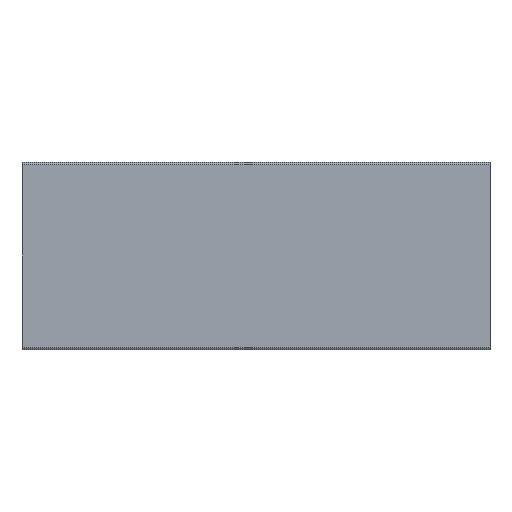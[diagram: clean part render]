
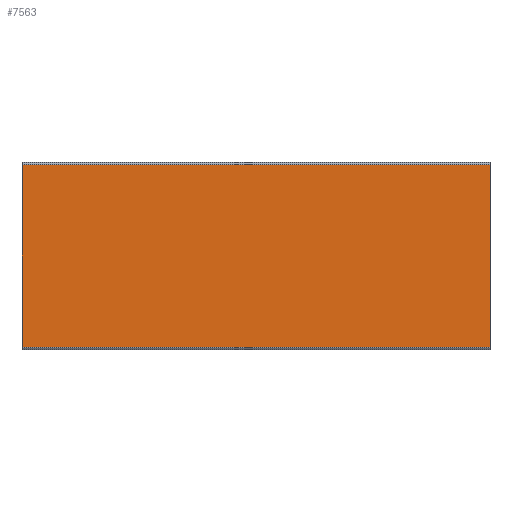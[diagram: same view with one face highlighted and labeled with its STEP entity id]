
A CAD part, left-side view. The second image highlights one B-rep face of the part: STEP entity #7563.
In plain terms, the highlighted planar face has unit normal (-1, 0, 0).
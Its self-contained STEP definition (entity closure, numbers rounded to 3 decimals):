
#947=FACE_OUTER_BOUND('',#1333,.T.);
#1333=EDGE_LOOP('',(#6007,#6008,#6009,#6010));
#2023=LINE('',#12539,#2759);
#2024=LINE('',#12543,#2760);
#2025=LINE('',#12545,#2761);
#2026=LINE('',#12546,#2762);
#2759=VECTOR('',#10251,200.);
#2760=VECTOR('',#10256,78.);
#2761=VECTOR('',#10257,200.);
#2762=VECTOR('',#10258,78.);
#3515=VERTEX_POINT('',#12536);
#3516=VERTEX_POINT('',#12538);
#3517=VERTEX_POINT('',#12542);
#3518=VERTEX_POINT('',#12544);
#4572=EDGE_CURVE('',#3515,#3516,#2023,.T.);
#4574=EDGE_CURVE('',#3515,#3517,#2024,.T.);
#4575=EDGE_CURVE('',#3517,#3518,#2025,.T.);
#4576=EDGE_CURVE('',#3516,#3518,#2026,.T.);
#6007=ORIENTED_EDGE('',*,*,#4574,.T.);
#6008=ORIENTED_EDGE('',*,*,#4575,.T.);
#6009=ORIENTED_EDGE('',*,*,#4576,.F.);
#6010=ORIENTED_EDGE('',*,*,#4572,.F.);
#7222=PLANE('',#8265);
#7563=ADVANCED_FACE('',(#947),#7222,.T.);
#8265=AXIS2_PLACEMENT_3D('',#12541,#10254,#10255);
#10251=DIRECTION('',(0.,-1.,0.));
#10254=DIRECTION('center_axis',(-1.,0.,0.));
#10255=DIRECTION('ref_axis',(0.,0.,1.));
#10256=DIRECTION('',(0.,0.,-1.));
#10257=DIRECTION('',(0.,-1.,0.));
#10258=DIRECTION('',(0.,0.,-1.));
#12536=CARTESIAN_POINT('',(-40.,200.,39.));
#12538=CARTESIAN_POINT('',(-40.,0.,39.));
#12539=CARTESIAN_POINT('',(-40.,0.,39.));
#12541=CARTESIAN_POINT('Origin',(-40.,0.,-39.));
#12542=CARTESIAN_POINT('',(-40.,200.,-39.));
#12543=CARTESIAN_POINT('',(-40.,200.,-19.5));
#12544=CARTESIAN_POINT('',(-40.,0.,-39.));
#12545=CARTESIAN_POINT('',(-40.,0.,-39.));
#12546=CARTESIAN_POINT('',(-40.,0.,-19.5));
